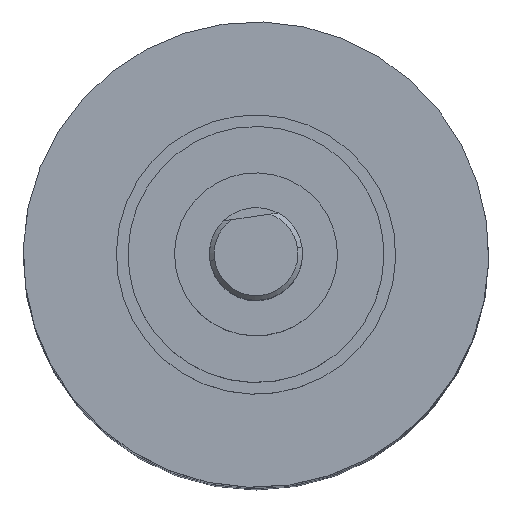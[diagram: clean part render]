
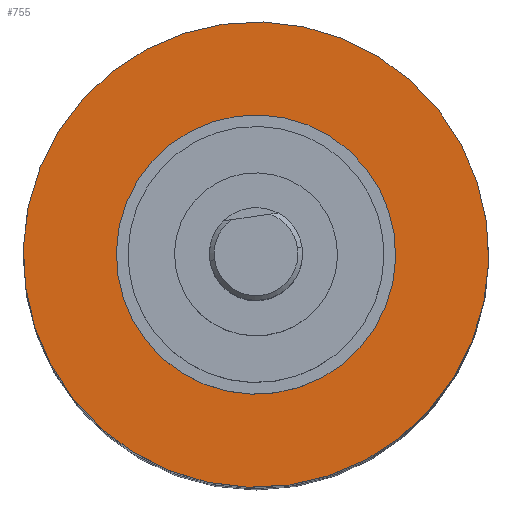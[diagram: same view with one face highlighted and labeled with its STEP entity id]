
A CAD part, top view. The second image highlights one B-rep face of the part: STEP entity #755.
In plain terms, the highlighted face is planar.
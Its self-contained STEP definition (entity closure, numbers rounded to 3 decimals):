
#91 = ORIENTED_EDGE ( 'NONE', *, *, #1191, .T. ) ;
#97 = EDGE_CURVE ( 'NONE', #281, #1184, #143, .T. ) ;
#139 = DIRECTION ( 'NONE',  ( 0., 0., 1. ) ) ;
#143 = CIRCLE ( 'NONE', #2200, 3. ) ;
#155 = CARTESIAN_POINT ( 'NONE',  ( 0., 0., 0. ) ) ;
#161 = CARTESIAN_POINT ( 'NONE',  ( 3., 0., 0. ) ) ;
#178 = DIRECTION ( 'NONE',  ( 1., 0., 0. ) ) ;
#216 = ORIENTED_EDGE ( 'NONE', *, *, #97, .T. ) ;
#281 = VERTEX_POINT ( 'NONE', #524 ) ;
#369 = FACE_OUTER_BOUND ( 'NONE', #1980, .T. ) ;
#411 = DIRECTION ( 'NONE',  ( 1., 0., 0. ) ) ;
#427 = ORIENTED_EDGE ( 'NONE', *, *, #964, .F. ) ;
#524 = CARTESIAN_POINT ( 'NONE',  ( -3., 0., 0. ) ) ;
#531 = AXIS2_PLACEMENT_3D ( 'NONE', #1647, #1088, #1592 ) ;
#689 = CIRCLE ( 'NONE', #959, 5. ) ;
#755 = ADVANCED_FACE ( 'NONE', ( #1936, #369 ), #2100, .F. ) ;
#800 = AXIS2_PLACEMENT_3D ( 'NONE', #912, #139, #1514 ) ;
#862 = VERTEX_POINT ( 'NONE', #1523 ) ;
#912 = CARTESIAN_POINT ( 'NONE',  ( 0., 0., 0. ) ) ;
#959 = AXIS2_PLACEMENT_3D ( 'NONE', #2551, #1349, #178 ) ;
#964 = EDGE_CURVE ( 'NONE', #862, #1169, #1500, .T. ) ;
#966 = EDGE_LOOP ( 'NONE', ( #91, #216 ) ) ;
#1000 = DIRECTION ( 'NONE',  ( 0., 0., 1. ) ) ;
#1088 = DIRECTION ( 'NONE',  ( 0., 0., 1. ) ) ;
#1169 = VERTEX_POINT ( 'NONE', #2117 ) ;
#1184 = VERTEX_POINT ( 'NONE', #161 ) ;
#1191 = EDGE_CURVE ( 'NONE', #1184, #281, #2539, .T. ) ;
#1349 = DIRECTION ( 'NONE',  ( 0., 0., 1. ) ) ;
#1395 = AXIS2_PLACEMENT_3D ( 'NONE', #2195, #1000, #2391 ) ;
#1401 = EDGE_CURVE ( 'NONE', #1169, #862, #689, .T. ) ;
#1500 = CIRCLE ( 'NONE', #531, 5. ) ;
#1514 = DIRECTION ( 'NONE',  ( 1., 0., 0. ) ) ;
#1523 = CARTESIAN_POINT ( 'NONE',  ( 5., 0., 0. ) ) ;
#1530 = DIRECTION ( 'NONE',  ( 0., 0., 1. ) ) ;
#1592 = DIRECTION ( 'NONE',  ( 1., 0., 0. ) ) ;
#1647 = CARTESIAN_POINT ( 'NONE',  ( 0., 0., 0. ) ) ;
#1936 = FACE_BOUND ( 'NONE', #966, .T. ) ;
#1948 = ORIENTED_EDGE ( 'NONE', *, *, #1401, .F. ) ;
#1980 = EDGE_LOOP ( 'NONE', ( #1948, #427 ) ) ;
#2100 = PLANE ( 'NONE',  #800 ) ;
#2117 = CARTESIAN_POINT ( 'NONE',  ( -5., 0., 0. ) ) ;
#2195 = CARTESIAN_POINT ( 'NONE',  ( 0., 0., 0. ) ) ;
#2200 = AXIS2_PLACEMENT_3D ( 'NONE', #155, #1530, #411 ) ;
#2391 = DIRECTION ( 'NONE',  ( 1., 0., 0. ) ) ;
#2539 = CIRCLE ( 'NONE', #1395, 3. ) ;
#2551 = CARTESIAN_POINT ( 'NONE',  ( 0., 0., 0. ) ) ;
